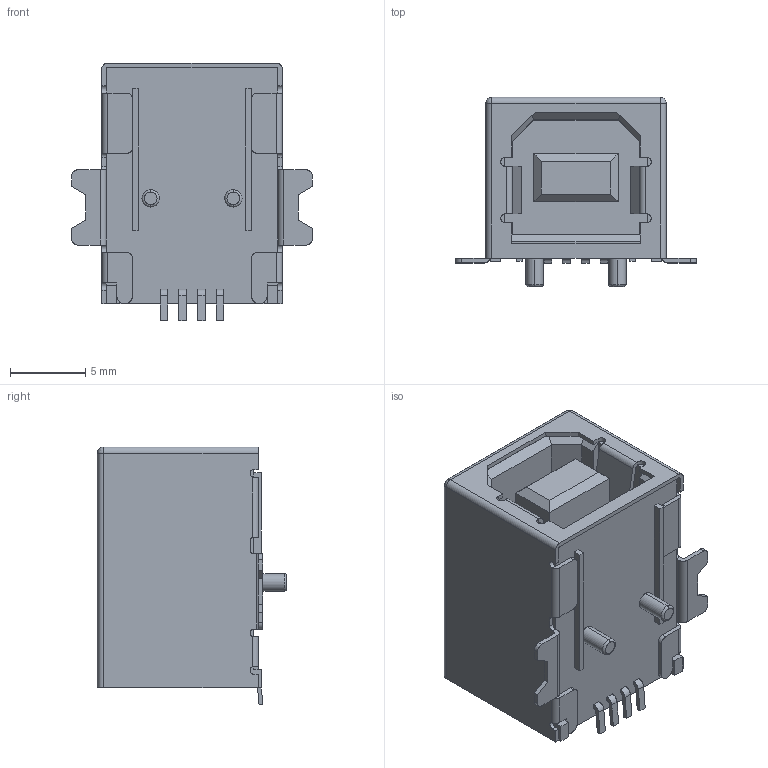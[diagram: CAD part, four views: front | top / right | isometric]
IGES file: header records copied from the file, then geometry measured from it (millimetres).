
Start section: SolidWorks IGES file using analytic representation for surfaces
Global section: file name: KUSBEX-SMT-BS1N-WTR_rA6.IGS; native system: SolidWorks 2012; preprocessor: SolidWorks 2012; author: William; date: 130122.111654; units: millimetre
Bounding box: 16 x 12.58 x 17.15 mm (x, y, z)
Surface area: 1629.6 mm2 (no closed solid volume)
Topology: 0 solids, 0 shells, 247 faces, 1772 edges, 1770 vertices
Faces by surface type: bspline 178, revolution 69
